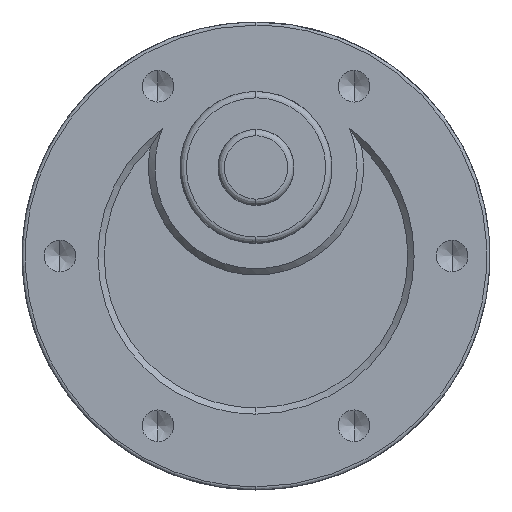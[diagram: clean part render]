
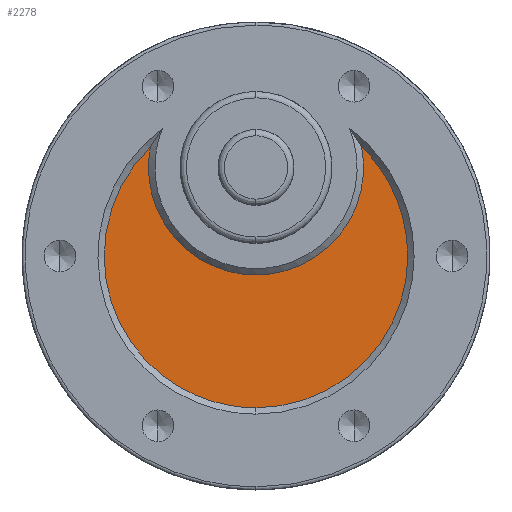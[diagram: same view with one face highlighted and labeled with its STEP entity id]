
A CAD part, front view. The second image highlights one B-rep face of the part: STEP entity #2278.
In plain terms, the highlighted free-form (B-spline) face has degree [1, 1] with [2, 2] control points.
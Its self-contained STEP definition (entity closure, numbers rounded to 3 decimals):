
#1196 = VERTEX_POINT('',#1197);
#1197 = CARTESIAN_POINT('',(8.472,0.508,8.758)
  );
#1213 = VERTEX_POINT('',#1214);
#1214 = CARTESIAN_POINT('',(0.,0.508,-12.186));
#1219 = EDGE_CURVE('',#1213,#1196,#1220,.T.);
#1220 = ( BOUNDED_CURVE() B_SPLINE_CURVE(2,(#1221,#1222,#1223),
.UNSPECIFIED.,.F.,.F.) B_SPLINE_CURVE_WITH_KNOTS((3,3),(0.,
2.373),.PIECEWISE_BEZIER_KNOTS.) CURVE() 
GEOMETRIC_REPRESENTATION_ITEM() RATIONAL_B_SPLINE_CURVE((1.,0.375,1.)) 
REPRESENTATION_ITEM('') );
#1221 = CARTESIAN_POINT('',(0.,0.508,-12.186));
#1222 = CARTESIAN_POINT('',(30.124,0.508,
    -12.186));
#1223 = CARTESIAN_POINT('',(8.472,0.508,8.758)
  );
#2278 = ADVANCED_FACE('',(#2279),#2298,.T.);
#2279 = FACE_BOUND('',#2280,.T.);
#2280 = EDGE_LOOP('',(#2281,#2291,#2297));
#2281 = ORIENTED_EDGE('',*,*,#2282,.T.);
#2282 = EDGE_CURVE('',#1196,#2283,#2285,.T.);
#2283 = VERTEX_POINT('',#2284);
#2284 = CARTESIAN_POINT('',(-8.472,0.508,8.758
    ));
#2285 = ( BOUNDED_CURVE() B_SPLINE_CURVE(2,(#2286,#2287,#2288,#2289,
#2290),.UNSPECIFIED.,.F.,.F.) B_SPLINE_CURVE_WITH_KNOTS((3,2,3),(
    4.52,6.283,8.046),
.PIECEWISE_BEZIER_KNOTS.) CURVE() GEOMETRIC_REPRESENTATION_ITEM() 
RATIONAL_B_SPLINE_CURVE((1.,0.636,1.,0.636,1.)) 
REPRESENTATION_ITEM('') );
#2286 = CARTESIAN_POINT('',(8.472,0.508,8.758)
  );
#2287 = CARTESIAN_POINT('',(10.475,0.508,
    -1.523));
#2288 = CARTESIAN_POINT('',(0.,0.508,
    -1.523));
#2289 = CARTESIAN_POINT('',(-10.475,0.508,
    -1.523));
#2290 = CARTESIAN_POINT('',(-8.472,0.508,8.758
    ));
#2291 = ORIENTED_EDGE('',*,*,#2292,.T.);
#2292 = EDGE_CURVE('',#2283,#1213,#2293,.T.);
#2293 = ( BOUNDED_CURVE() B_SPLINE_CURVE(2,(#2294,#2295,#2296),
.UNSPECIFIED.,.F.,.F.) B_SPLINE_CURVE_WITH_KNOTS((3,3),(3.91,
6.283),.PIECEWISE_BEZIER_KNOTS.) CURVE() 
GEOMETRIC_REPRESENTATION_ITEM() RATIONAL_B_SPLINE_CURVE((1.,0.375,1.)) 
REPRESENTATION_ITEM('') );
#2294 = CARTESIAN_POINT('',(-8.472,0.508,8.758
    ));
#2295 = CARTESIAN_POINT('',(-30.124,0.508,
    -12.186));
#2296 = CARTESIAN_POINT('',(0.,0.508,
    -12.186));
#2297 = ORIENTED_EDGE('',*,*,#1219,.T.);
#2298 = B_SPLINE_SURFACE_WITH_KNOTS('',1,1,(
    (#2299,#2300)
    ,(#2301,#2302
  )),.UNSPECIFIED.,.F.,.F.,.F.,(2,2),(2,2),(-5.125,15.5),(-12.,12.),
  .PIECEWISE_BEZIER_KNOTS.);
#2299 = CARTESIAN_POINT('',(-12.186,0.508,8.758
    ));
#2300 = CARTESIAN_POINT('',(12.186,0.508,8.758
    ));
#2301 = CARTESIAN_POINT('',(-12.186,0.508,
    -12.186));
#2302 = CARTESIAN_POINT('',(12.186,0.508,
    -12.186));
